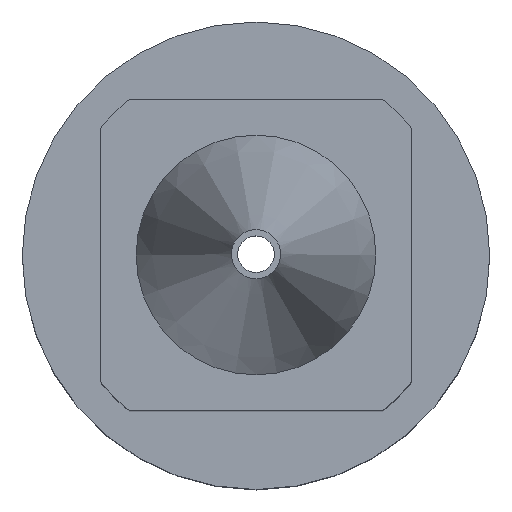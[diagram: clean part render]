
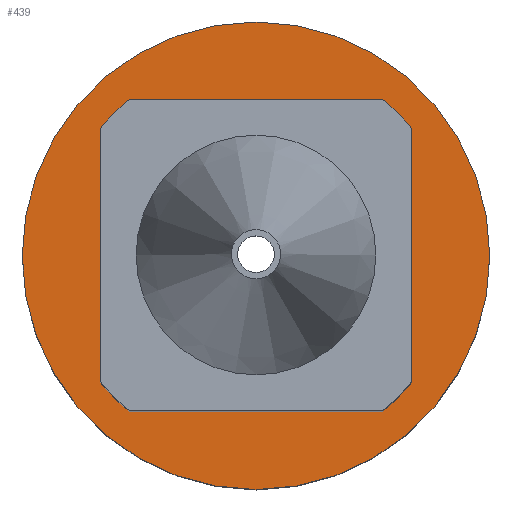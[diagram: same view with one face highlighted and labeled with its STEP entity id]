
A CAD part, top view. The second image highlights one B-rep face of the part: STEP entity #439.
In plain terms, the highlighted planar face has unit normal (0, 0, 1).
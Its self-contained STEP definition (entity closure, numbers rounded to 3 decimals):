
#28=LINE('',#612,#44);
#31=LINE('',#618,#47);
#34=LINE('',#624,#50);
#37=LINE('',#630,#53);
#44=VECTOR('',#517,1000.);
#47=VECTOR('',#522,1000.);
#50=VECTOR('',#527,1000.);
#53=VECTOR('',#532,1000.);
#79=ORIENTED_EDGE('',*,*,#143,.F.);
#80=ORIENTED_EDGE('',*,*,#142,.F.);
#81=ORIENTED_EDGE('',*,*,#144,.T.);
#82=ORIENTED_EDGE('',*,*,#139,.F.);
#83=ORIENTED_EDGE('',*,*,#145,.T.);
#84=ORIENTED_EDGE('',*,*,#136,.F.);
#85=ORIENTED_EDGE('',*,*,#146,.T.);
#86=ORIENTED_EDGE('',*,*,#133,.F.);
#87=ORIENTED_EDGE('',*,*,#147,.T.);
#133=EDGE_CURVE('',#166,#165,#28,.T.);
#136=EDGE_CURVE('',#168,#167,#31,.T.);
#139=EDGE_CURVE('',#170,#169,#34,.T.);
#142=EDGE_CURVE('',#172,#171,#37,.T.);
#143=EDGE_CURVE('',#173,#173,#187,.T.);
#144=EDGE_CURVE('',#172,#169,#188,.T.);
#145=EDGE_CURVE('',#170,#167,#189,.T.);
#146=EDGE_CURVE('',#168,#165,#190,.T.);
#147=EDGE_CURVE('',#166,#171,#191,.T.);
#165=VERTEX_POINT('',#609);
#166=VERTEX_POINT('',#611);
#167=VERTEX_POINT('',#615);
#168=VERTEX_POINT('',#617);
#169=VERTEX_POINT('',#621);
#170=VERTEX_POINT('',#623);
#171=VERTEX_POINT('',#627);
#172=VERTEX_POINT('',#629);
#173=VERTEX_POINT('',#633);
#187=CIRCLE('',#469,3.9);
#188=CIRCLE('',#470,3.35);
#189=CIRCLE('',#471,3.35);
#190=CIRCLE('',#472,3.35);
#191=CIRCLE('',#473,3.35);
#206=EDGE_LOOP('',(#79));
#207=EDGE_LOOP('',(#80,#81,#82,#83,#84,#85,#86,#87));
#236=FACE_BOUND('',#206,.T.);
#237=FACE_BOUND('',#207,.T.);
#265=PLANE('',#468);
#439=ADVANCED_FACE('',(#236,#237),#265,.F.);
#468=AXIS2_PLACEMENT_3D('',#631,#533,#534);
#469=AXIS2_PLACEMENT_3D('',#632,#535,#536);
#470=AXIS2_PLACEMENT_3D('',#634,#537,#538);
#471=AXIS2_PLACEMENT_3D('',#635,#539,#540);
#472=AXIS2_PLACEMENT_3D('',#636,#541,#542);
#473=AXIS2_PLACEMENT_3D('',#637,#543,#544);
#517=DIRECTION('',(0.,1.,0.));
#522=DIRECTION('',(-1.,0.,0.));
#527=DIRECTION('',(0.,-1.,0.));
#532=DIRECTION('',(1.,0.,0.));
#533=DIRECTION('',(0.,0.,-1.));
#534=DIRECTION('',(-1.,0.,0.));
#535=DIRECTION('',(0.,0.,-1.));
#536=DIRECTION('',(1.,0.,0.));
#537=DIRECTION('',(0.,0.,-1.));
#538=DIRECTION('',(-1.,0.,0.));
#539=DIRECTION('',(0.,0.,-1.));
#540=DIRECTION('',(-1.,0.,0.));
#541=DIRECTION('',(0.,0.,-1.));
#542=DIRECTION('',(-1.,0.,0.));
#543=DIRECTION('',(0.,0.,-1.));
#544=DIRECTION('',(-1.,0.,0.));
#609=CARTESIAN_POINT('',(2.6,2.112,4.2));
#611=CARTESIAN_POINT('',(2.6,-2.112,4.2));
#612=CARTESIAN_POINT('',(2.6,-2.6,4.2));
#615=CARTESIAN_POINT('',(-2.112,2.6,4.2));
#617=CARTESIAN_POINT('',(2.112,2.6,4.2));
#618=CARTESIAN_POINT('',(2.6,2.6,4.2));
#621=CARTESIAN_POINT('',(-2.6,-2.112,4.2));
#623=CARTESIAN_POINT('',(-2.6,2.112,4.2));
#624=CARTESIAN_POINT('',(-2.6,2.6,4.2));
#627=CARTESIAN_POINT('',(2.112,-2.6,4.2));
#629=CARTESIAN_POINT('',(-2.112,-2.6,4.2));
#630=CARTESIAN_POINT('',(-2.6,-2.6,4.2));
#631=CARTESIAN_POINT('',(0.,0.,4.2));
#632=CARTESIAN_POINT('',(0.,0.,4.2));
#633=CARTESIAN_POINT('',(3.9,0.,4.2));
#634=CARTESIAN_POINT('',(0.,0.,4.2));
#635=CARTESIAN_POINT('',(0.,0.,4.2));
#636=CARTESIAN_POINT('',(0.,0.,4.2));
#637=CARTESIAN_POINT('',(0.,0.,4.2));
